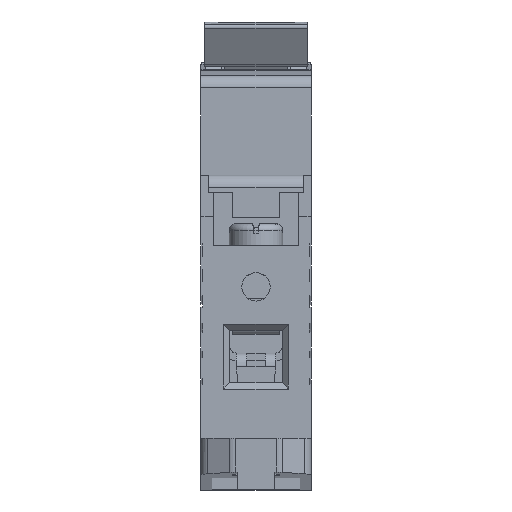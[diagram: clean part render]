
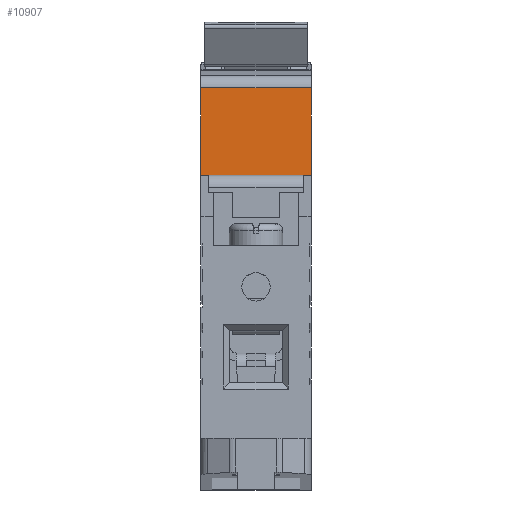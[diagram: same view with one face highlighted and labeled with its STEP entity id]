
A CAD part, front view. The second image highlights one B-rep face of the part: STEP entity #10907.
In plain terms, the highlighted planar face has unit normal (0, -1, 0).
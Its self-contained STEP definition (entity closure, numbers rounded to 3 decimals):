
#149 = VERTEX_POINT ( 'NONE', #14590 ) ;
#334 = CARTESIAN_POINT ( 'NONE',  ( 8.75, -22.6, 49.9 ) ) ;
#834 = EDGE_CURVE ( 'NONE', #16387, #2719, #19685, .T. ) ;
#2719 = VERTEX_POINT ( 'NONE', #21806 ) ;
#2791 = LINE ( 'NONE', #10043, #7554 ) ;
#3130 = DIRECTION ( 'NONE',  ( 0., 0., -1. ) ) ;
#3866 = VECTOR ( 'NONE', #18575, 1000. ) ;
#5348 = FACE_OUTER_BOUND ( 'NONE', #16674, .T. ) ;
#5429 = VECTOR ( 'NONE', #17065, 1000. ) ;
#6267 = EDGE_CURVE ( 'NONE', #16387, #149, #16830, .T. ) ;
#7253 = DIRECTION ( 'NONE',  ( 0., 1., 0. ) ) ;
#7554 = VECTOR ( 'NONE', #17773, 1000. ) ;
#9066 = DIRECTION ( 'NONE',  ( 0., 0., 1. ) ) ;
#9379 = EDGE_CURVE ( 'NONE', #149, #10612, #2791, .T. ) ;
#10043 = CARTESIAN_POINT ( 'NONE',  ( -8.75, -22.6, 49.9 ) ) ;
#10612 = VERTEX_POINT ( 'NONE', #20820 ) ;
#10623 = CARTESIAN_POINT ( 'NONE',  ( 8.75, -22.6, 49.9 ) ) ;
#10907 = ADVANCED_FACE ( 'NONE', ( #5348 ), #15960, .F. ) ;
#11311 = VECTOR ( 'NONE', #3130, 1000. ) ;
#11379 = EDGE_CURVE ( 'NONE', #2719, #10612, #13129, .T. ) ;
#12583 = CARTESIAN_POINT ( 'NONE',  ( 8.75, -22.6, 49.9 ) ) ;
#13129 = LINE ( 'NONE', #334, #3866 ) ;
#14369 = ORIENTED_EDGE ( 'NONE', *, *, #6267, .T. ) ;
#14590 = CARTESIAN_POINT ( 'NONE',  ( -8.75, -22.6, 63.728 ) ) ;
#15960 = PLANE ( 'NONE',  #19926 ) ;
#16387 = VERTEX_POINT ( 'NONE', #16660 ) ;
#16613 = ORIENTED_EDGE ( 'NONE', *, *, #11379, .F. ) ;
#16660 = CARTESIAN_POINT ( 'NONE',  ( 8.75, -22.6, 63.728 ) ) ;
#16674 = EDGE_LOOP ( 'NONE', ( #19802, #14369, #21308, #16613 ) ) ;
#16830 = LINE ( 'NONE', #22519, #5429 ) ;
#17065 = DIRECTION ( 'NONE',  ( -1., 0., 0. ) ) ;
#17773 = DIRECTION ( 'NONE',  ( 0., 0., -1. ) ) ;
#18575 = DIRECTION ( 'NONE',  ( -1., 0., 0. ) ) ;
#19685 = LINE ( 'NONE', #10623, #11311 ) ;
#19802 = ORIENTED_EDGE ( 'NONE', *, *, #834, .F. ) ;
#19926 = AXIS2_PLACEMENT_3D ( 'NONE', #12583, #7253, #9066 ) ;
#20820 = CARTESIAN_POINT ( 'NONE',  ( -8.75, -22.6, 49.9 ) ) ;
#21308 = ORIENTED_EDGE ( 'NONE', *, *, #9379, .T. ) ;
#21806 = CARTESIAN_POINT ( 'NONE',  ( 8.75, -22.6, 49.9 ) ) ;
#22519 = CARTESIAN_POINT ( 'NONE',  ( 8.75, -22.6, 63.728 ) ) ;
